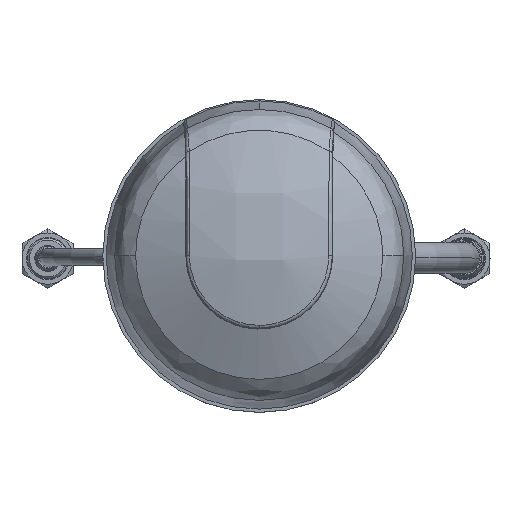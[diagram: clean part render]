
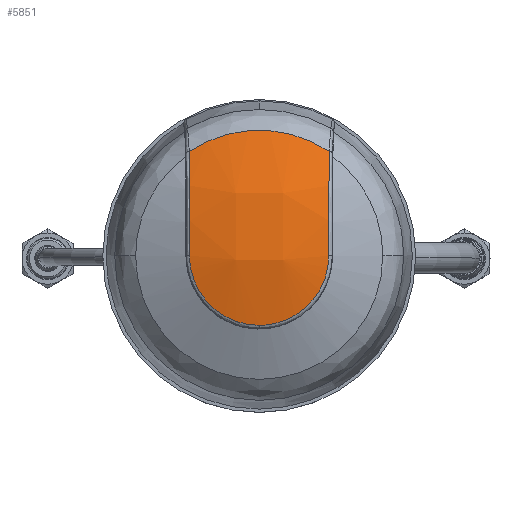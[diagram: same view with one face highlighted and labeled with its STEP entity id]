
A CAD part, top view. The second image highlights one B-rep face of the part: STEP entity #5851.
In plain terms, the highlighted free-form (B-spline) face has degree [3, 3] with [4, 4] control points.
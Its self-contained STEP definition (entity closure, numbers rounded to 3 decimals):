
#355 = EDGE_CURVE ( 'NONE', #3762, #19624, #3861, .T. ) ;
#550 = ORIENTED_EDGE ( 'NONE', *, *, #16120, .T. ) ;
#1013 = DIRECTION ( 'NONE',  ( 1., 0., 0. ) ) ;
#1251 = EDGE_CURVE ( 'NONE', #5758, #12113, #11302, .T. ) ;
#1396 = CARTESIAN_POINT ( 'NONE',  ( -90.742, -63.194, 25.518 ) ) ;
#1466 = CARTESIAN_POINT ( 'NONE',  ( -108.877, -44.115, 24.147 ) ) ;
#1477 = CARTESIAN_POINT ( 'NONE',  ( -87.14, -55.067, 25.518 ) ) ;
#1560 = CARTESIAN_POINT ( 'NONE',  ( -87.152, -56.11, 25.518 ) ) ;
#1565 = CARTESIAN_POINT ( 'NONE',  ( -94.232, -34.981, 22.499 ) ) ;
#1585 = FACE_OUTER_BOUND ( 'NONE', #23335, .T. ) ;
#1626 = CARTESIAN_POINT ( 'NONE',  ( -108.892, -41.404, 23.31 ) ) ;
#1862 = CARTESIAN_POINT ( 'NONE',  ( -98.898, -65.924, 25.518 ) ) ;
#2967 = ORIENTED_EDGE ( 'NONE', *, *, #1251, .T. ) ;
#3082 = CARTESIAN_POINT ( 'NONE',  ( -91.441, -63.768, 25.518 ) ) ;
#3322 = CARTESIAN_POINT ( 'NONE',  ( -88.083, -59.585, 25.518 ) ) ;
#3454 = CARTESIAN_POINT ( 'NONE',  ( -107.987, -59.41, 25.518 ) ) ;
#3689 = CARTESIAN_POINT ( 'NONE',  ( -106.611, -61.736, 25.518 ) ) ;
#3710 = CARTESIAN_POINT ( 'NONE',  ( -87.135, -49.593, 25.251 ) ) ;
#3762 = VERTEX_POINT ( 'NONE', #23386 ) ;
#3776 = CARTESIAN_POINT ( 'NONE',  ( -108.853, -55.067, 25.518 ) ) ;
#3861 = B_SPLINE_CURVE_WITH_KNOTS ( 'NONE', 3,
 ( #18125, #1862, #12699, #12620, #14502, #17965, #16241, #23281, #3689, #19794, #3454, #5448, #7339, #10675, #18044, #7257, #14340, #16087 ),
 .UNSPECIFIED., .F., .F.,
 ( 4, 2, 2, 2, 2, 2, 2, 2, 4 ),
 ( 0., 0.158, 0.317, 0.475, 0.633, 0.792, 0.95, 0.994, 1. ),
 .UNSPECIFIED. ) ;
#4518 = CARTESIAN_POINT ( 'NONE',  ( -108.911, -38.807, 22.206 ) ) ;
#4929 = CARTESIAN_POINT ( 'NONE',  ( -88.964, -61.158, 25.518 ) ) ;
#5087 = CARTESIAN_POINT ( 'NONE',  ( -87.14, -55.129, 25.518 ) ) ;
#5256 = CARTESIAN_POINT ( 'NONE',  ( -86.954, -65.738, 24.081 ) ) ;
#5448 = CARTESIAN_POINT ( 'NONE',  ( -108.567, -57.703, 25.518 ) ) ;
#5532 = CARTESIAN_POINT ( 'NONE',  ( -108.858, -49.593, 25.251 ) ) ;
#5758 = VERTEX_POINT ( 'NONE', #8637 ) ;
#5851 = ADVANCED_FACE ( 'NONE', ( #1585 ), #16206, .T. ) ;
#6737 = CARTESIAN_POINT ( 'NONE',  ( -101.761, -66.231, 25.944 ) ) ;
#6890 = CARTESIAN_POINT ( 'NONE',  ( -95.725, -65.744, 25.518 ) ) ;
#6979 = CARTESIAN_POINT ( 'NONE',  ( -94.232, -66.231, 25.944 ) ) ;
#7257 = CARTESIAN_POINT ( 'NONE',  ( -108.853, -55.129, 25.518 ) ) ;
#7339 = CARTESIAN_POINT ( 'NONE',  ( -108.749, -56.817, 25.518 ) ) ;
#8628 = CARTESIAN_POINT ( 'NONE',  ( -89.501, -61.886, 25.518 ) ) ;
#8637 = CARTESIAN_POINT ( 'NONE',  ( -87.14, -55.067, 25.518 ) ) ;
#8788 = CARTESIAN_POINT ( 'NONE',  ( -87.276, -57.006, 25.518 ) ) ;
#8799 = CARTESIAN_POINT ( 'NONE',  ( -94.232, -55.625, 28.751 ) ) ;
#10529 = CARTESIAN_POINT ( 'NONE',  ( -87.14, -55.098, 25.518 ) ) ;
#10539 = CARTESIAN_POINT ( 'NONE',  ( -109.039, -45.177, 25.615 ) ) ;
#10675 = CARTESIAN_POINT ( 'NONE',  ( -108.84, -55.666, 25.518 ) ) ;
#10684 = CARTESIAN_POINT ( 'NONE',  ( -108.911, -38.807, 22.206 ) ) ;
#11017 = CARTESIAN_POINT ( 'NONE',  ( -86.954, -35.868, 20.788 ) ) ;
#11302 = B_SPLINE_CURVE_WITH_KNOTS ( 'NONE', 3,
 ( #23220, #14363, #3710, #17984, #19812, #18140 ),
 .UNSPECIFIED., .F., .F.,
 ( 4, 2, 4 ),
 ( 0., 0.5, 1. ),
 .UNSPECIFIED. ) ;
#11659 = VERTEX_POINT ( 'NONE', #4518 ) ;
#12113 = VERTEX_POINT ( 'NONE', #17098 ) ;
#12261 = CARTESIAN_POINT ( 'NONE',  ( -87.14, -55.193, 25.518 ) ) ;
#12426 = CARTESIAN_POINT ( 'NONE',  ( -87.14, -55.177, 25.518 ) ) ;
#12432 = CARTESIAN_POINT ( 'NONE',  ( -109.039, -55.601, 26.764 ) ) ;
#12620 = CARTESIAN_POINT ( 'NONE',  ( -101.542, -65.368, 25.518 ) ) ;
#12629 = CARTESIAN_POINT ( 'NONE',  ( -108.853, -52.358, 25.518 ) ) ;
#12699 = CARTESIAN_POINT ( 'NONE',  ( -99.795, -65.811, 25.518 ) ) ;
#12784 = CIRCLE ( 'NONE', #21550, 19.583 ) ;
#14135 = CARTESIAN_POINT ( 'NONE',  ( -109.039, -35.868, 20.788 ) ) ;
#14340 = CARTESIAN_POINT ( 'NONE',  ( -108.853, -55.098, 25.518 ) ) ;
#14363 = CARTESIAN_POINT ( 'NONE',  ( -87.14, -52.358, 25.518 ) ) ;
#14502 = CARTESIAN_POINT ( 'NONE',  ( -102.385, -65.038, 25.518 ) ) ;
#14529 = CARTESIAN_POINT ( 'NONE',  ( -86.954, -55.601, 26.764 ) ) ;
#14960 = ORIENTED_EDGE ( 'NONE', *, *, #21414, .F. ) ;
#15640 = DIRECTION ( 'NONE',  ( 0., 0., -1. ) ) ;
#15954 = CARTESIAN_POINT ( 'NONE',  ( -93.784, -65.114, 25.518 ) ) ;
#16035 = CARTESIAN_POINT ( 'NONE',  ( -109.039, -65.738, 24.081 ) ) ;
#16087 = CARTESIAN_POINT ( 'NONE',  ( -108.853, -55.067, 25.518 ) ) ;
#16120 = EDGE_CURVE ( 'NONE', #11659, #19624, #20775, .T. ) ;
#16206 =( BOUNDED_SURFACE ( )  B_SPLINE_SURFACE ( 3, 3, ( 
 ( #16035, #12432, #10539, #14135 ),
 ( #6737, #17772, #19358, #22996 ),
 ( #6979, #8799, #21411, #1565 ),
 ( #5256, #14529, #21871, #11017 ) ),
 .UNSPECIFIED., .F., .F., .F. ) 
 B_SPLINE_SURFACE_WITH_KNOTS ( ( 4, 4 ),
 ( 4, 4 ),
 ( 0., 1. ),
 ( 0., 1. ),
 .UNSPECIFIED. ) 
 GEOMETRIC_REPRESENTATION_ITEM ( )  RATIONAL_B_SPLINE_SURFACE ( (
 ( 1., 0.955, 0.955, 1.),
 ( 0.978, 0.934, 0.934, 0.978),
 ( 0.978, 0.934, 0.934, 0.978),
 ( 1., 0.955, 0.955, 1.) ) ) 
 REPRESENTATION_ITEM ( '' )  SURFACE ( )  );
#16241 = CARTESIAN_POINT ( 'NONE',  ( -104.704, -63.651, 25.518 ) ) ;
#17098 = CARTESIAN_POINT ( 'NONE',  ( -87.082, -38.807, 22.206 ) ) ;
#17525 = CARTESIAN_POINT ( 'NONE',  ( -97.996, -65.924, 25.518 ) ) ;
#17609 = CARTESIAN_POINT ( 'NONE',  ( -92.965, -64.73, 25.518 ) ) ;
#17772 = CARTESIAN_POINT ( 'NONE',  ( -101.761, -55.625, 28.751 ) ) ;
#17965 = CARTESIAN_POINT ( 'NONE',  ( -103.969, -64.178, 25.518 ) ) ;
#17984 = CARTESIAN_POINT ( 'NONE',  ( -87.115, -44.115, 24.147 ) ) ;
#18044 = CARTESIAN_POINT ( 'NONE',  ( -108.851, -55.413, 25.518 ) ) ;
#18125 = CARTESIAN_POINT ( 'NONE',  ( -97.996, -65.924, 25.518 ) ) ;
#18140 = CARTESIAN_POINT ( 'NONE',  ( -87.082, -38.807, 22.206 ) ) ;
#18349 = B_SPLINE_CURVE_WITH_KNOTS ( 'NONE', 3,
 ( #1477, #10529, #5087, #12426, #12261, #1560, #8788, #21333, #3322, #4929, #8628, #1396, #3082, #17609, #15954, #6890, #19668, #17525 ),
 .UNSPECIFIED., .F., .F.,
 ( 4, 2, 2, 2, 2, 2, 2, 2, 4 ),
 ( 0., 0.006, 0.008, 0.167, 0.325, 0.483, 0.642, 0.8, 1. ),
 .UNSPECIFIED. ) ;
#19358 = CARTESIAN_POINT ( 'NONE',  ( -101.761, -44.72, 27.549 ) ) ;
#19624 = VERTEX_POINT ( 'NONE', #21541 ) ;
#19668 = CARTESIAN_POINT ( 'NONE',  ( -96.857, -65.924, 25.518 ) ) ;
#19794 = CARTESIAN_POINT ( 'NONE',  ( -107.593, -60.224, 25.518 ) ) ;
#19812 = CARTESIAN_POINT ( 'NONE',  ( -87.101, -41.404, 23.31 ) ) ;
#20459 = ORIENTED_EDGE ( 'NONE', *, *, #23353, .F. ) ;
#20775 = B_SPLINE_CURVE_WITH_KNOTS ( 'NONE', 3,
 ( #10684, #1626, #1466, #5532, #12629, #3776 ),
 .UNSPECIFIED., .F., .F.,
 ( 4, 2, 4 ),
 ( 0., 0.5, 1. ),
 .UNSPECIFIED. ) ;
#21333 = CARTESIAN_POINT ( 'NONE',  ( -87.743, -58.747, 25.518 ) ) ;
#21411 = CARTESIAN_POINT ( 'NONE',  ( -94.232, -44.72, 27.549 ) ) ;
#21414 = EDGE_CURVE ( 'NONE', #11659, #12113, #12784, .T. ) ;
#21541 = CARTESIAN_POINT ( 'NONE',  ( -108.853, -55.067, 25.518 ) ) ;
#21550 = AXIS2_PLACEMENT_3D ( 'NONE', #22359, #15640, #1013 ) ;
#21871 = CARTESIAN_POINT ( 'NONE',  ( -86.954, -45.177, 25.615 ) ) ;
#22359 = CARTESIAN_POINT ( 'NONE',  ( -97.996, -55.067, 22.206 ) ) ;
#22996 = CARTESIAN_POINT ( 'NONE',  ( -101.761, -34.981, 22.499 ) ) ;
#23011 = ORIENTED_EDGE ( 'NONE', *, *, #355, .F. ) ;
#23220 = CARTESIAN_POINT ( 'NONE',  ( -87.14, -55.067, 25.518 ) ) ;
#23281 = CARTESIAN_POINT ( 'NONE',  ( -106.028, -62.427, 25.518 ) ) ;
#23335 = EDGE_LOOP ( 'NONE', ( #20459, #2967, #14960, #550, #23011 ) ) ;
#23353 = EDGE_CURVE ( 'NONE', #5758, #3762, #18349, .T. ) ;
#23386 = CARTESIAN_POINT ( 'NONE',  ( -97.996, -65.924, 25.518 ) ) ;
